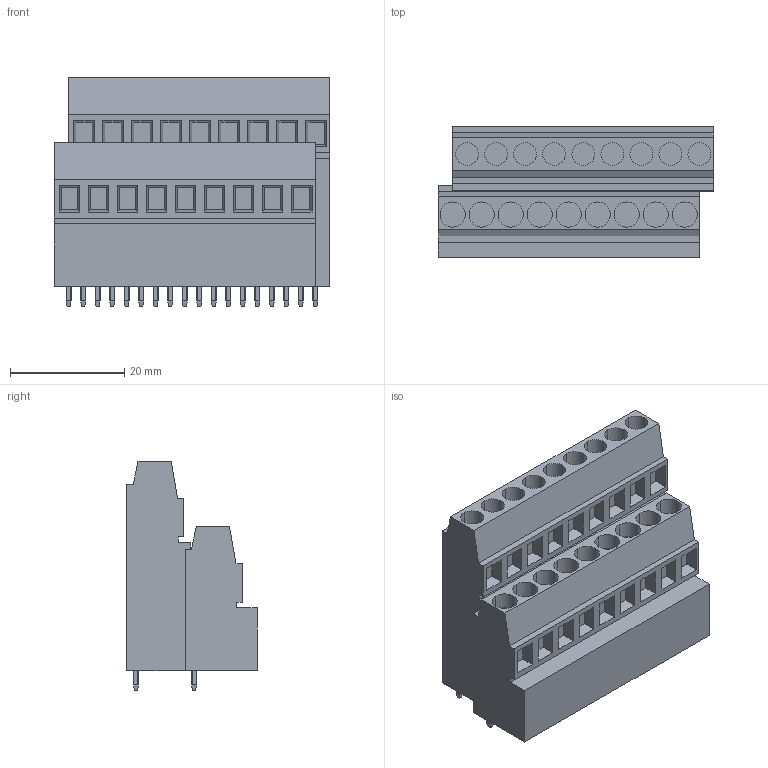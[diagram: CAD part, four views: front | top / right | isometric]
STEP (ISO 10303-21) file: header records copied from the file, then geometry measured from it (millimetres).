
FILE_DESCRIPTION(('CATIA V5 STEP Exchange','CAx-IF Rec.Pracs.--- Model Styling and Organization---1.2---2011-12-15'),'2;1');
FILE_NAME ('D1455729_0_1769310000_1769310000.stp','2018-09-07T15:05:27+00:00',('none'),('Weidmueller'),'CATIA Version 5-6 Release 2014','CATIA V5 STEP AP214','none');
FILE_SCHEMA(('AUTOMOTIVE_DESIGN { 1 0 10303 214 1 1 1 1 }'));
Length unit declared in the file: millimetre
Products named in the file (1): 1769310000
Bounding box: 48.26 x 22.8 x 40.1 mm (x, y, z)
Volume: 27021.7 mm3; surface area: 8552 mm2
Topology: 19 solids, 19 shells, 423 faces, 1047 edges, 698 vertices
Faces by surface type: plane 387, cylinder 36
Entity records: 11713 total; most frequent: CARTESIAN_POINT 2230, ORIENTED_EDGE 2094, DIRECTION 1583, EDGE_CURVE 1047, VECTOR 831, LINE 831, VERTEX_POINT 698, EDGE_LOOP 459
